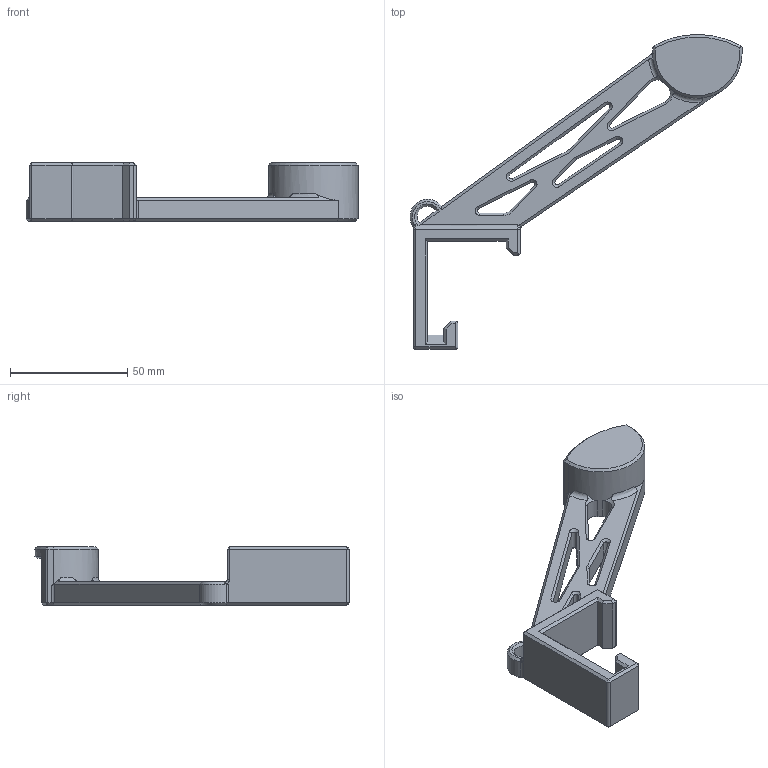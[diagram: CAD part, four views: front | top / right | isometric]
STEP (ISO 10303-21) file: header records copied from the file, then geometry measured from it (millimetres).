
FILE_DESCRIPTION( ( '' ), ' ' );
FILE_NAME( '5a28c928357f5b0f182bbfd1.step', '2017-12-07T04:52:57', ( '' ), ( '' ), ' ', ' ', ' ' );
FILE_SCHEMA( ( 'AUTOMOTIVE_DESIGN { 1 0 10303 214 1 1 1 1 }' ) );
Length unit declared in the file: metre
Products named in the file (1): Part 1
Bounding box: 141.42 x 134 x 25 mm (x, y, z)
Volume: 51486.6 mm3; surface area: 20620 mm2
Topology: 1 solids, 1 shells, 186 faces, 445 edges, 249 vertices
Faces by surface type: plane 108, cone 46, cylinder 27, torus 4, bspline 1
Entity records: 6782 total; most frequent: CARTESIAN_POINT 1047, DIRECTION 883, ORIENTED_EDGE 870, EDGE_CURVE 435, LINE 307, VECTOR 307, AXIS2_PLACEMENT_3D 288, VERTEX_POINT 249
